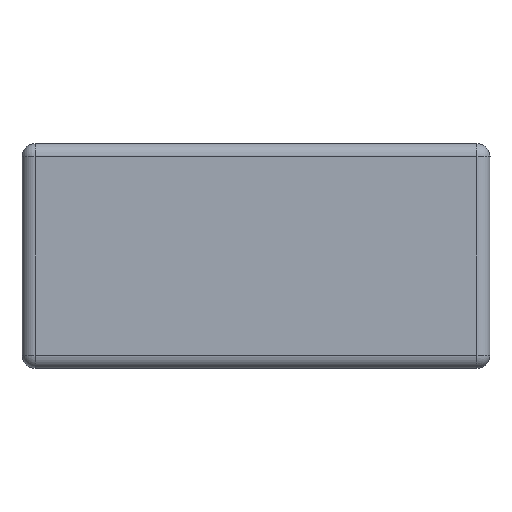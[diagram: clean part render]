
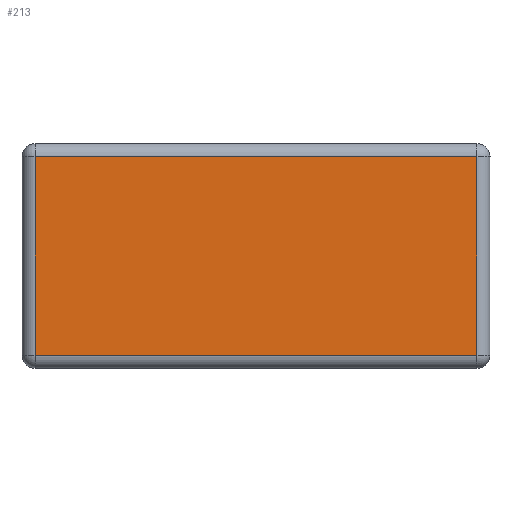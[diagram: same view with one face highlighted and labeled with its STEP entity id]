
A CAD part, left-side view. The second image highlights one B-rep face of the part: STEP entity #213.
In plain terms, the highlighted planar face has unit normal (-1, 0, 0).
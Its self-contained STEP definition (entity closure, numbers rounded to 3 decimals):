
#51 = CARTESIAN_POINT ( 'NONE',  ( -1., 0.625, -0.565 ) ) ;
#60 = CARTESIAN_POINT ( 'NONE',  ( -1., 0.59, -0.565 ) ) ;
#68 = DIRECTION ( 'NONE',  ( 0., 0., -1. ) ) ;
#142 = CARTESIAN_POINT ( 'NONE',  ( -1., -0.59, -0.035 ) ) ;
#144 = VECTOR ( 'NONE', #602, 1000. ) ;
#193 = DIRECTION ( 'NONE',  ( 1., 0., 0. ) ) ;
#213 = ADVANCED_FACE ( 'NONE', ( #1578 ), #688, .F. ) ;
#216 = LINE ( 'NONE', #615, #1454 ) ;
#273 = EDGE_CURVE ( 'NONE', #1190, #643, #216, .T. ) ;
#368 = ORIENTED_EDGE ( 'NONE', *, *, #686, .T. ) ;
#483 = CARTESIAN_POINT ( 'NONE',  ( -1., 0.59, -0.035 ) ) ;
#505 = ORIENTED_EDGE ( 'NONE', *, *, #772, .T. ) ;
#602 = DIRECTION ( 'NONE',  ( 0., 0., -1. ) ) ;
#615 = CARTESIAN_POINT ( 'NONE',  ( -1., -0.59, -0.6 ) ) ;
#643 = VERTEX_POINT ( 'NONE', #142 ) ;
#654 = CARTESIAN_POINT ( 'NONE',  ( -1., 0.625, -0.035 ) ) ;
#656 = EDGE_LOOP ( 'NONE', ( #505, #831, #1613, #368 ) ) ;
#686 = EDGE_CURVE ( 'NONE', #643, #1148, #1125, .T. ) ;
#688 = PLANE ( 'NONE',  #1031 ) ;
#753 = LINE ( 'NONE', #1013, #144 ) ;
#772 = EDGE_CURVE ( 'NONE', #1148, #1108, #753, .T. ) ;
#818 = VECTOR ( 'NONE', #914, 1000. ) ;
#831 = ORIENTED_EDGE ( 'NONE', *, *, #1544, .T. ) ;
#914 = DIRECTION ( 'NONE',  ( 0., -1., 0. ) ) ;
#1013 = CARTESIAN_POINT ( 'NONE',  ( -1., 0.59, -0.6 ) ) ;
#1031 = AXIS2_PLACEMENT_3D ( 'NONE', #1057, #193, #68 ) ;
#1057 = CARTESIAN_POINT ( 'NONE',  ( -1., 0.625, -0.6 ) ) ;
#1108 = VERTEX_POINT ( 'NONE', #60 ) ;
#1125 = LINE ( 'NONE', #654, #1321 ) ;
#1148 = VERTEX_POINT ( 'NONE', #483 ) ;
#1190 = VERTEX_POINT ( 'NONE', #1473 ) ;
#1321 = VECTOR ( 'NONE', #1632, 1000. ) ;
#1413 = LINE ( 'NONE', #51, #818 ) ;
#1454 = VECTOR ( 'NONE', #1625, 1000. ) ;
#1473 = CARTESIAN_POINT ( 'NONE',  ( -1., -0.59, -0.565 ) ) ;
#1544 = EDGE_CURVE ( 'NONE', #1108, #1190, #1413, .T. ) ;
#1578 = FACE_OUTER_BOUND ( 'NONE', #656, .T. ) ;
#1613 = ORIENTED_EDGE ( 'NONE', *, *, #273, .T. ) ;
#1625 = DIRECTION ( 'NONE',  ( 0., 0., 1. ) ) ;
#1632 = DIRECTION ( 'NONE',  ( 0., 1., 0. ) ) ;
